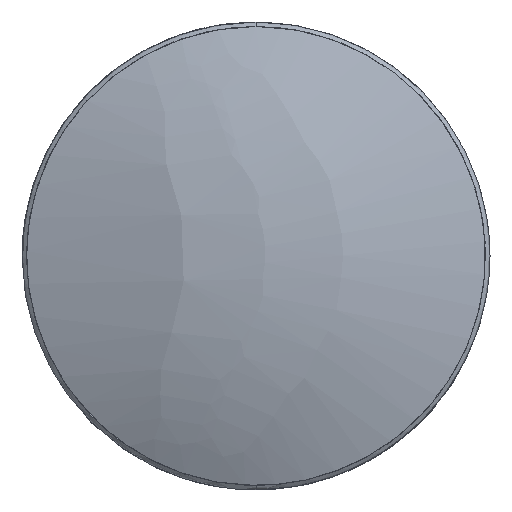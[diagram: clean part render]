
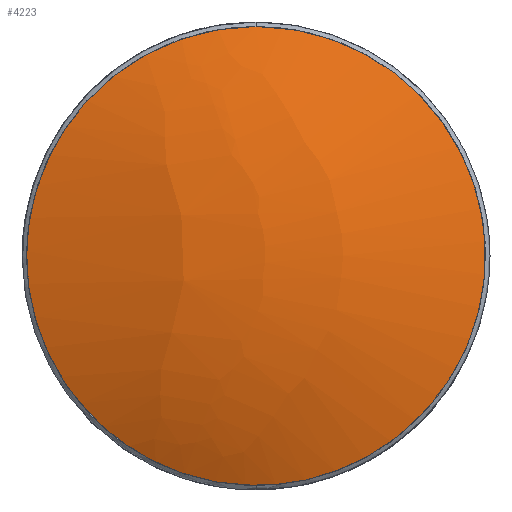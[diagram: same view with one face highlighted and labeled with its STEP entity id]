
A CAD part, top view. The second image highlights one B-rep face of the part: STEP entity #4223.
In plain terms, the highlighted free-form (B-spline) face has degree [2, 2] with [3, 9] control points.
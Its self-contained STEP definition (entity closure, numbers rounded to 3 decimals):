
#4223=ADVANCED_FACE('',(#7470),#49336,.T.);
#7470=FACE_OUTER_BOUND('',#10806,.T.);
#10806=EDGE_LOOP('',(#25588));
#25588=ORIENTED_EDGE('',*,*,#33903,.T.);
#33903=EDGE_CURVE('',#46685,#46685,#42106,.T.);
#42106=B_SPLINE_CURVE_WITH_KNOTS('',3,(#193409,#193410,#193411,#193412,
#193413,#193414,#193415,#193416,#193417,#193418,#193419,#193420,#193421,
#193422,#193423,#193424,#193425,#193426,#193427,#193428,#193429,#193430,
#193431,#193432,#193433,#193434,#193435,#193436,#193437,#193438,#193439,
#193440,#193441,#193442,#193443,#193444,#193445,#193446,#193447,#193448,
#193449,#193450,#193451,#193452,#193453,#193454,#193455,#193456,#193457,
#193458,#193459,#193460,#193461,#193462,#193463,#193464,#193465,#193466,
#193467,#193468,#193469,#193470,#193471,#193472,#193473,#193474,#193475,
#193476,#193477,#193478,#193479,#193480,#193481,#193482,#193483,#193484,
#193485,#193486,#193487,#193488,#193489,#193490,#193491),.UNSPECIFIED.,
 .T.,.F.,(4,2,2,2,2,2,2,2,2,2,2,2,2,2,2,2,2,2,2,2,3,2,2,2,2,2,2,2,2,2,2,
2,2,2,2,2,2,2,2,2,4),(1.571,1.669,1.767,
1.964,2.062,2.16,2.357,2.553,
2.75,2.946,3.142,3.338,3.535,
3.633,3.731,3.927,4.026,4.124,
4.32,4.516,4.712,4.811,4.909,
5.105,5.204,5.302,5.498,5.695,
5.891,6.087,6.284,6.48,6.676,
6.775,6.873,7.069,7.167,7.265,
7.461,7.658,7.854),.UNSPECIFIED.);
#46685=VERTEX_POINT('',#193408);
#49336=(
BOUNDED_SURFACE()
B_SPLINE_SURFACE(2,2,((#193381,#193382,#193383,#193384,#193385,#193386,
#193387,#193388,#193389),(#193390,#193391,#193392,#193393,#193394,#193395,
#193396,#193397,#193398),(#193399,#193400,#193401,#193402,#193403,#193404,
#193405,#193406,#193407)),.UNSPECIFIED.,.F.,.F.,.F.)
B_SPLINE_SURFACE_WITH_KNOTS((3,3),(3,2,2,2,3),(0.,63.969),
(0.,125.664,251.327,376.991,502.655),
 .UNSPECIFIED.)
GEOMETRIC_REPRESENTATION_ITEM()
RATIONAL_B_SPLINE_SURFACE(((1.,0.707,1.,0.707,1.,
0.707,1.,0.707,1.),(0.921,0.651,
0.921,0.651,0.921,0.651,
0.921,0.651,0.921),(1.,0.707,
1.,0.707,1.,0.707,1.,0.707,1.)))
REPRESENTATION_ITEM('')
SURFACE()
);
#193381=CARTESIAN_POINT('',(-28.683,-31.777,-83.804));
#193382=CARTESIAN_POINT('',(39.196,-31.777,-112.488));
#193383=CARTESIAN_POINT('',(67.879,-31.777,-44.608));
#193384=CARTESIAN_POINT('',(96.563,-31.777,23.271));
#193385=CARTESIAN_POINT('',(28.683,-31.777,51.954));
#193386=CARTESIAN_POINT('',(-39.196,-31.777,80.638));
#193387=CARTESIAN_POINT('',(-67.879,-31.777,12.758));
#193388=CARTESIAN_POINT('',(-96.563,-31.777,-55.121));
#193389=CARTESIAN_POINT('',(-28.683,-31.777,-83.804));
#193390=CARTESIAN_POINT('',(-33.805,-0.637,-95.925));
#193391=CARTESIAN_POINT('',(46.195,-0.637,-129.73));
#193392=CARTESIAN_POINT('',(80.,-0.637,-49.73));
#193393=CARTESIAN_POINT('',(113.805,-0.637,30.27));
#193394=CARTESIAN_POINT('',(33.805,-0.637,64.075));
#193395=CARTESIAN_POINT('',(-46.195,-0.637,97.88));
#193396=CARTESIAN_POINT('',(-80.,-0.637,17.88));
#193397=CARTESIAN_POINT('',(-113.805,-0.637,-62.12));
#193398=CARTESIAN_POINT('',(-33.805,-0.637,-95.925));
#193399=CARTESIAN_POINT('',(-28.683,30.502,-83.804));
#193400=CARTESIAN_POINT('',(39.196,30.502,-112.488));
#193401=CARTESIAN_POINT('',(67.879,30.502,-44.608));
#193402=CARTESIAN_POINT('',(96.563,30.502,23.271));
#193403=CARTESIAN_POINT('',(28.683,30.502,51.954));
#193404=CARTESIAN_POINT('',(-39.196,30.502,80.638));
#193405=CARTESIAN_POINT('',(-67.879,30.502,12.758));
#193406=CARTESIAN_POINT('',(-96.563,30.502,-55.121));
#193407=CARTESIAN_POINT('',(-28.683,30.502,-83.804));
#193408=CARTESIAN_POINT('',(0.,30.502,57.766));
#193409=CARTESIAN_POINT('',(0.,30.502,57.766));
#193410=CARTESIAN_POINT('',(-0.969,30.502,57.766));
#193411=CARTESIAN_POINT('',(-1.933,30.455,57.767));
#193412=CARTESIAN_POINT('',(-3.865,30.272,57.768));
#193413=CARTESIAN_POINT('',(-4.828,30.136,57.768));
#193414=CARTESIAN_POINT('',(-7.7,29.593,57.768));
#193415=CARTESIAN_POINT('',(-9.584,29.056,57.766));
#193416=CARTESIAN_POINT('',(-12.349,27.966,57.766));
#193417=CARTESIAN_POINT('',(-13.252,27.557,57.766));
#193418=CARTESIAN_POINT('',(-15.034,26.645,57.768));
#193419=CARTESIAN_POINT('',(-15.905,26.146,57.768));
#193420=CARTESIAN_POINT('',(-18.461,24.514,57.768));
#193421=CARTESIAN_POINT('',(-20.076,23.255,57.766));
#193422=CARTESIAN_POINT('',(-23.045,20.405,57.766));
#193423=CARTESIAN_POINT('',(-24.396,18.817,57.768));
#193424=CARTESIAN_POINT('',(-26.773,15.389,57.768));
#193425=CARTESIAN_POINT('',(-27.798,13.549,57.766));
#193426=CARTESIAN_POINT('',(-29.451,9.693,57.766));
#193427=CARTESIAN_POINT('',(-30.08,7.678,57.767));
#193428=CARTESIAN_POINT('',(-30.923,3.567,57.767));
#193429=CARTESIAN_POINT('',(-31.139,1.465,57.766));
#193430=CARTESIAN_POINT('',(-31.139,-2.74,57.766));
#193431=CARTESIAN_POINT('',(-30.921,-4.843,57.768));
#193432=CARTESIAN_POINT('',(-30.075,-8.955,57.768));
#193433=CARTESIAN_POINT('',(-29.448,-10.967,57.767));
#193434=CARTESIAN_POINT('',(-28.211,-13.86,57.766));
#193435=CARTESIAN_POINT('',(-27.75,-14.804,57.766));
#193436=CARTESIAN_POINT('',(-26.736,-16.635,57.766));
#193437=CARTESIAN_POINT('',(-26.181,-17.523,57.767));
#193438=CARTESIAN_POINT('',(-24.396,-20.092,57.768));
#193439=CARTESIAN_POINT('',(-23.043,-21.677,57.768));
#193440=CARTESIAN_POINT('',(-20.82,-23.815,57.766));
#193441=CARTESIAN_POINT('',(-20.048,-24.487,57.766));
#193442=CARTESIAN_POINT('',(-18.446,-25.745,57.766));
#193443=CARTESIAN_POINT('',(-17.62,-26.328,57.767));
#193444=CARTESIAN_POINT('',(-15.063,-27.958,57.769));
#193445=CARTESIAN_POINT('',(-13.266,-28.875,57.768));
#193446=CARTESIAN_POINT('',(-9.585,-30.332,57.765));
#193447=CARTESIAN_POINT('',(-7.698,-30.871,57.766));
#193448=CARTESIAN_POINT('',(-3.871,-31.594,57.767));
#193449=CARTESIAN_POINT('',(-1.936,-31.777,57.766));
#193450=CARTESIAN_POINT('',(0.,-31.777,57.766));
#193451=CARTESIAN_POINT('',(0.969,-31.777,57.766));
#193452=CARTESIAN_POINT('',(1.933,-31.73,57.767));
#193453=CARTESIAN_POINT('',(3.865,-31.547,57.768));
#193454=CARTESIAN_POINT('',(4.828,-31.411,57.768));
#193455=CARTESIAN_POINT('',(7.7,-30.868,57.768));
#193456=CARTESIAN_POINT('',(9.584,-30.331,57.766));
#193457=CARTESIAN_POINT('',(12.349,-29.241,57.766));
#193458=CARTESIAN_POINT('',(13.252,-28.832,57.766));
#193459=CARTESIAN_POINT('',(15.034,-27.92,57.768));
#193460=CARTESIAN_POINT('',(15.905,-27.421,57.768));
#193461=CARTESIAN_POINT('',(18.461,-25.789,57.768));
#193462=CARTESIAN_POINT('',(20.076,-24.53,57.766));
#193463=CARTESIAN_POINT('',(23.045,-21.68,57.766));
#193464=CARTESIAN_POINT('',(24.396,-20.092,57.768));
#193465=CARTESIAN_POINT('',(26.773,-16.664,57.768));
#193466=CARTESIAN_POINT('',(27.798,-14.824,57.766));
#193467=CARTESIAN_POINT('',(29.451,-10.968,57.766));
#193468=CARTESIAN_POINT('',(30.08,-8.953,57.767));
#193469=CARTESIAN_POINT('',(30.923,-4.842,57.767));
#193470=CARTESIAN_POINT('',(31.139,-2.739,57.766));
#193471=CARTESIAN_POINT('',(31.139,1.465,57.766));
#193472=CARTESIAN_POINT('',(30.921,3.568,57.768));
#193473=CARTESIAN_POINT('',(30.075,7.68,57.768));
#193474=CARTESIAN_POINT('',(29.448,9.692,57.767));
#193475=CARTESIAN_POINT('',(28.211,12.586,57.766));
#193476=CARTESIAN_POINT('',(27.75,13.529,57.766));
#193477=CARTESIAN_POINT('',(26.736,15.36,57.766));
#193478=CARTESIAN_POINT('',(26.181,16.248,57.767));
#193479=CARTESIAN_POINT('',(24.396,18.817,57.768));
#193480=CARTESIAN_POINT('',(23.043,20.402,57.768));
#193481=CARTESIAN_POINT('',(20.82,22.54,57.766));
#193482=CARTESIAN_POINT('',(20.048,23.212,57.766));
#193483=CARTESIAN_POINT('',(18.446,24.47,57.766));
#193484=CARTESIAN_POINT('',(17.62,25.053,57.767));
#193485=CARTESIAN_POINT('',(15.063,26.683,57.769));
#193486=CARTESIAN_POINT('',(13.266,27.6,57.768));
#193487=CARTESIAN_POINT('',(9.585,29.057,57.765));
#193488=CARTESIAN_POINT('',(7.698,29.597,57.766));
#193489=CARTESIAN_POINT('',(3.871,30.319,57.767));
#193490=CARTESIAN_POINT('',(1.936,30.502,57.766));
#193491=CARTESIAN_POINT('',(0.,30.502,57.766));
